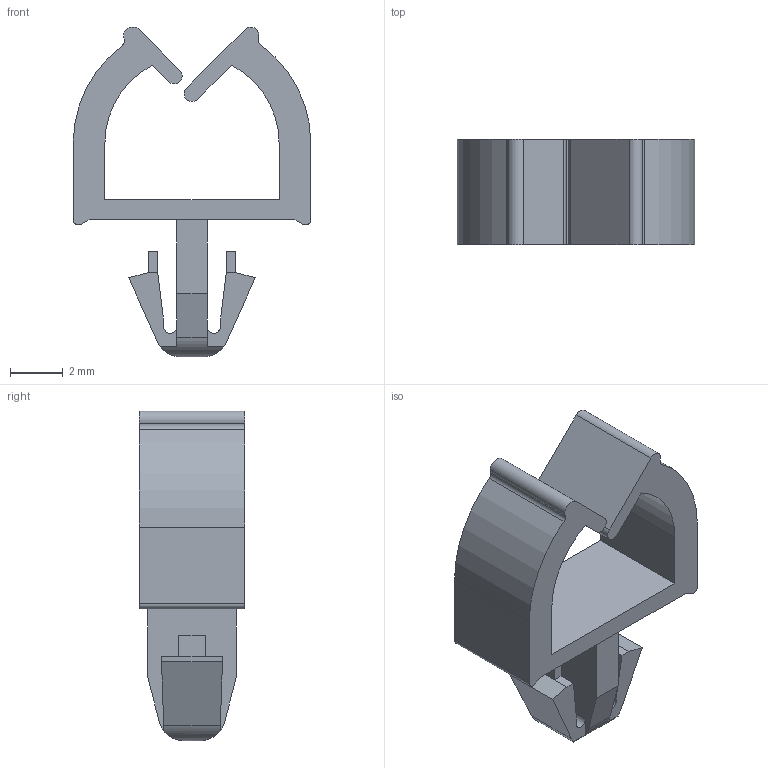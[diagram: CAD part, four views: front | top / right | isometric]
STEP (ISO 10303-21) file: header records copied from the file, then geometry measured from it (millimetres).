
FILE_DESCRIPTION( ( 'Unknown' ), '1' );
FILE_NAME( '522420000.stp', 'Unknown', ( 'Unknown' ), ( 'Unknown' ), 'PSStep 17.0.49', 'Unknown', ' ' );
FILE_SCHEMA( ( 'AUTOMOTIVE_DESIGN { 1 0 10303 214 1 1 1 1 }' ) );
Length unit declared in the file: millimetre
Products named in the file (1): 1
Bounding box: 9 x 4 x 12.5 mm (x, y, z)
Volume: 132.4 mm3; surface area: 352.4 mm2
Topology: 1 solids, 1 shells, 66 faces, 181 edges, 118 vertices
Faces by surface type: plane 48, cylinder 18
Entity records: 2625 total; most frequent: CARTESIAN_POINT 366, ORIENTED_EDGE 362, DIRECTION 355, EDGE_CURVE 181, LINE 141, VECTOR 141, VERTEX_POINT 118, AXIS2_PLACEMENT_3D 107
